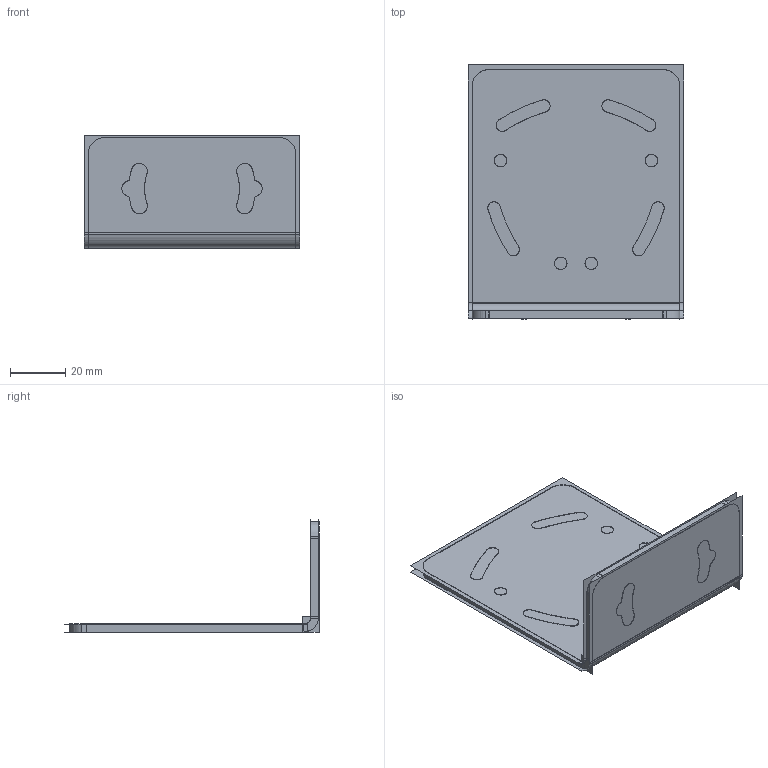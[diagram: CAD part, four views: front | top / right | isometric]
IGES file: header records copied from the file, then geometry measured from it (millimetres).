
Start section:  PTC IGES file: 186339.igs
Global section: file name: 186339.igs; native system: Creo Parametric by Parametric Technology Corporation; preprocessor: 2013230; author: pdmadmin; organization: Unknown; date: 20160209.120220; units: millimetre
Bounding box: 78 x 91.84 x 40.84 mm (x, y, z)
Volume: 24275.7 mm3; surface area: 81190.2 mm2
Topology: 1 solids, 1 shells, 136 faces, 764 edges, 1000 vertices
Faces by surface type: revolution 112, bspline 24
